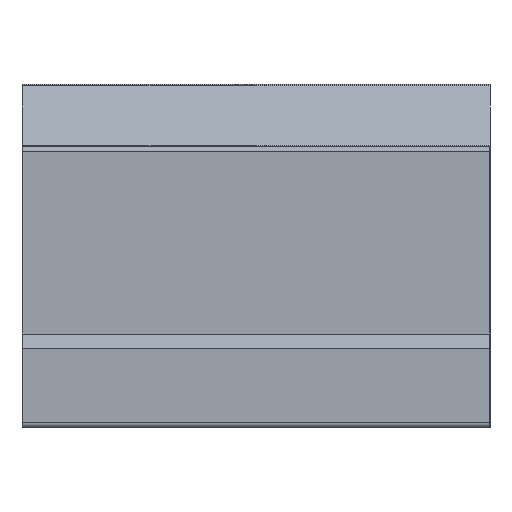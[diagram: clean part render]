
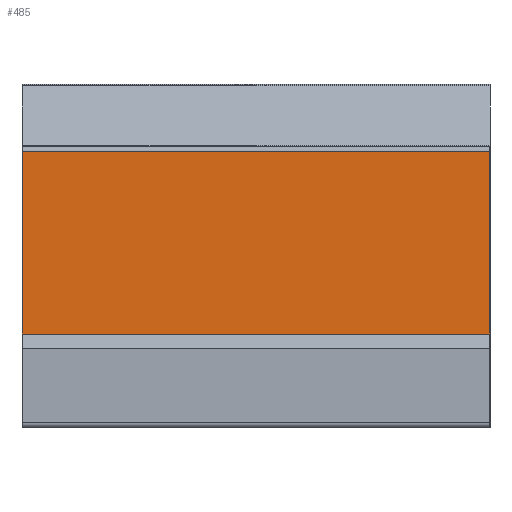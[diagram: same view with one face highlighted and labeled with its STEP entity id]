
A CAD part, left-side view. The second image highlights one B-rep face of the part: STEP entity #485.
In plain terms, the highlighted planar face has unit normal (-1, 0, 0).
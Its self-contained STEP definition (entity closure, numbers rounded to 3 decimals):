
#265 = VERTEX_POINT('',#266);
#266 = CARTESIAN_POINT('',(-16.,15.,6.7));
#273 = EDGE_CURVE('',#265,#274,#276,.T.);
#274 = VERTEX_POINT('',#275);
#275 = CARTESIAN_POINT('',(-16.,15.,-5.));
#276 = LINE('',#277,#278);
#277 = CARTESIAN_POINT('',(-16.,15.,7.));
#278 = VECTOR('',#279,1.);
#279 = DIRECTION('',(0.,0.,-1.));
#441 = EDGE_CURVE('',#274,#442,#444,.T.);
#442 = VERTEX_POINT('',#443);
#443 = CARTESIAN_POINT('',(-16.,-15.,-5.));
#444 = LINE('',#445,#446);
#445 = CARTESIAN_POINT('',(-16.,15.,-5.));
#446 = VECTOR('',#447,1.);
#447 = DIRECTION('',(0.,-1.,0.));
#485 = ADVANCED_FACE('',(#486),#504,.F.);
#486 = FACE_BOUND('',#487,.F.);
#487 = EDGE_LOOP('',(#488,#489,#497,#503));
#488 = ORIENTED_EDGE('',*,*,#273,.F.);
#489 = ORIENTED_EDGE('',*,*,#490,.T.);
#490 = EDGE_CURVE('',#265,#491,#493,.T.);
#491 = VERTEX_POINT('',#492);
#492 = CARTESIAN_POINT('',(-16.,-15.,6.7));
#493 = LINE('',#494,#495);
#494 = CARTESIAN_POINT('',(-16.,15.,6.7));
#495 = VECTOR('',#496,1.);
#496 = DIRECTION('',(0.,-1.,0.));
#497 = ORIENTED_EDGE('',*,*,#498,.T.);
#498 = EDGE_CURVE('',#491,#442,#499,.T.);
#499 = LINE('',#500,#501);
#500 = CARTESIAN_POINT('',(-16.,-15.,7.));
#501 = VECTOR('',#502,1.);
#502 = DIRECTION('',(0.,0.,-1.));
#503 = ORIENTED_EDGE('',*,*,#441,.F.);
#504 = PLANE('',#505);
#505 = AXIS2_PLACEMENT_3D('',#506,#507,#508);
#506 = CARTESIAN_POINT('',(-16.,15.,7.));
#507 = DIRECTION('',(1.,0.,0.));
#508 = DIRECTION('',(0.,0.,-1.));
